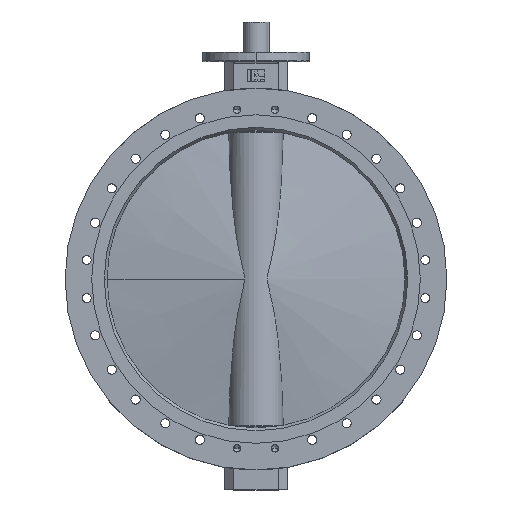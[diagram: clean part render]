
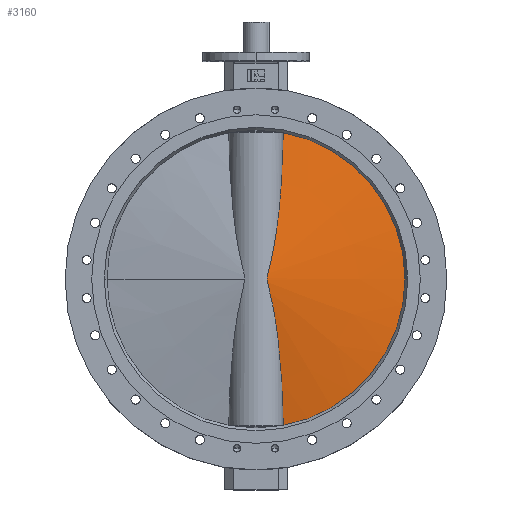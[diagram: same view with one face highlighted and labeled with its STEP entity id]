
A CAD part, top view. The second image highlights one B-rep face of the part: STEP entity #3160.
In plain terms, the highlighted conical face has half-angle 80.702 degrees and reference radius 6107.99 mm.
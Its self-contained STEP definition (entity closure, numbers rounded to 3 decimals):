
#184 = B_SPLINE_CURVE_WITH_KNOTS ( 'NONE', 3,
 ( #6302, #6303, #6307, #6308, #6309, #6310, #6311, #6312, #6313, #6314, #6315, #6316, #6317, #6318, #6319, #6320, #6321, #6322, #6323, #6324, #6325, #6326, #6327, #6328, #6329, #6330, #6331, #6332, #6333, #6334, #6335, #6336, #6337, #6338, #6339, #6340, #6341, #6342, #6343, #6344, #6345, #6346, #6347, #6348, #6349, #6350, #6351, #6352, #6353, #6354, #6355, #6356, #6357, #6358, #6359, #6360, #6361, #6362, #6363, #6364, #6365, #6366, #6367, #6368, #6369, #6370, #6371, #6372, #6373, #6374, #6375, #6376 ),
 .UNSPECIFIED., .F., .F.,
 ( 4, 2, 2, 2, 2, 2, 2, 2, 2, 2, 2, 2, 2, 2, 2, 2, 2, 2, 2, 2, 2, 2, 2, 2, 2, 2, 2, 2, 2, 2, 2, 2, 2, 2, 2, 4 ),
 ( -0.443, -0.381, -0.319, -0.288, -0.257, -0.196, -0.134, -0.103, -0.072, -0.041, -0.025, -0.01, 0.006, 0.013, 0.021, 0.029, 0.037, 0.044, 0.048, 0.052, 0.067, 0.075, 0.083, 0.091, 0.098, 0.114, 0.145, 0.176, 0.207, 0.238, 0.269, 0.3, 0.362, 0.423, 0.485, 0.547 ),
 .UNSPECIFIED. ) ;
#879 = EDGE_LOOP ( 'NONE', ( #1639, #1640, #1641 ) ) ;
#1325 = VERTEX_POINT ( 'NONE', #10786 ) ;
#1326 = VERTEX_POINT ( 'NONE', #10787 ) ;
#1354 = VERTEX_POINT ( 'NONE', #10815 ) ;
#1639 = ORIENTED_EDGE ( 'NONE', *, *, #4512, .F. ) ;
#1640 = ORIENTED_EDGE ( 'NONE', *, *, #4477, .T. ) ;
#1641 = ORIENTED_EDGE ( 'NONE', *, *, #4513, .T. ) ;
#1710 = FACE_OUTER_BOUND ( 'NONE', #879, .T. ) ;
#1716 = CONICAL_SURFACE ( 'NONE', #10497, 6107.985, 1.409 ) ;
#2869 = AXIS2_PLACEMENT_3D ( 'NONE', #6041, #6042, #6043 ) ;
#2889 = AXIS2_PLACEMENT_3D ( 'NONE', #6377, #6378, #6379 ) ;
#3160 = ADVANCED_FACE ( 'NONE', ( #1710 ), #1716, .T. ) ;
#3666 = CIRCLE ( 'NONE', #2869, 490.039 ) ;
#3697 = CIRCLE ( 'NONE', #2889, 490.039 ) ;
#4477 = EDGE_CURVE ( 'NONE', #1325, #1326, #3666, .T. ) ;
#4512 = EDGE_CURVE ( 'NONE', #1325, #1354, #184, .T. ) ;
#4513 = EDGE_CURVE ( 'NONE', #1326, #1354, #3697, .T. ) ;
#6041 = CARTESIAN_POINT ( 'NONE',  ( 7.771, 0., 0. ) ) ;
#6042 = DIRECTION ( 'NONE',  ( 1., 0., 0. ) ) ;
#6043 = DIRECTION ( 'NONE',  ( 0., 0., -1. ) ) ;
#6302 = CARTESIAN_POINT ( 'NONE',  ( 7.771, -481.766, -89.664 ) ) ;
#6303 = CARTESIAN_POINT ( 'NONE',  ( 11.05, -461.447, -89.38 ) ) ;
#6307 = CARTESIAN_POINT ( 'NONE',  ( 14.328, -441.132, -88.915 ) ) ;
#6308 = CARTESIAN_POINT ( 'NONE',  ( 20.88, -400.511, -87.608 ) ) ;
#6309 = CARTESIAN_POINT ( 'NONE',  ( 24.155, -380.206, -86.766 ) ) ;
#6310 = CARTESIAN_POINT ( 'NONE',  ( 29.065, -349.755, -85.195 ) ) ;
#6311 = CARTESIAN_POINT ( 'NONE',  ( 30.7, -339.607, -84.62 ) ) ;
#6312 = CARTESIAN_POINT ( 'NONE',  ( 33.968, -319.328, -83.362 ) ) ;
#6313 = CARTESIAN_POINT ( 'NONE',  ( 35.601, -309.196, -82.679 ) ) ;
#6314 = CARTESIAN_POINT ( 'NONE',  ( 40.494, -278.819, -80.456 ) ) ;
#6315 = CARTESIAN_POINT ( 'NONE',  ( 43.749, -258.596, -78.743 ) ) ;
#6316 = CARTESIAN_POINT ( 'NONE',  ( 50.241, -218.217, -74.768 ) ) ;
#6317 = CARTESIAN_POINT ( 'NONE',  ( 53.478, -198.061, -72.507 ) ) ;
#6318 = CARTESIAN_POINT ( 'NONE',  ( 58.311, -167.89, -68.587 ) ) ;
#6319 = CARTESIAN_POINT ( 'NONE',  ( 59.917, -157.844, -67.192 ) ) ;
#6320 = CARTESIAN_POINT ( 'NONE',  ( 63.119, -137.775, -64.193 ) ) ;
#6321 = CARTESIAN_POINT ( 'NONE',  ( 64.714, -127.754, -62.59 ) ) ;
#6322 = CARTESIAN_POINT ( 'NONE',  ( 67.885, -107.738, -59.137 ) ) ;
#6323 = CARTESIAN_POINT ( 'NONE',  ( 69.461, -97.745, -57.285 ) ) ;
#6324 = CARTESIAN_POINT ( 'NONE',  ( 71.796, -82.779, -54.286 ) ) ;
#6325 = CARTESIAN_POINT ( 'NONE',  ( 72.569, -77.794, -53.249 ) ) ;
#6326 = CARTESIAN_POINT ( 'NONE',  ( 74.1, -67.832, -51.097 ) ) ;
#6327 = CARTESIAN_POINT ( 'NONE',  ( 74.858, -62.854, -49.982 ) ) ;
#6328 = CARTESIAN_POINT ( 'NONE',  ( 76.346, -52.905, -47.677 ) ) ;
#6329 = CARTESIAN_POINT ( 'NONE',  ( 77.078, -47.932, -46.487 ) ) ;
#6330 = CARTESIAN_POINT ( 'NONE',  ( 78.133, -40.474, -44.673 ) ) ;
#6331 = CARTESIAN_POINT ( 'NONE',  ( 78.478, -37.988, -44.064 ) ) ;
#6332 = CARTESIAN_POINT ( 'NONE',  ( 79.148, -33.013, -42.85 ) ) ;
#6333 = CARTESIAN_POINT ( 'NONE',  ( 79.472, -30.524, -42.245 ) ) ;
#6334 = CARTESIAN_POINT ( 'NONE',  ( 80.088, -25.537, -41.065 ) ) ;
#6335 = CARTESIAN_POINT ( 'NONE',  ( 80.38, -23.039, -40.49 ) ) ;
#6336 = CARTESIAN_POINT ( 'NONE',  ( 80.912, -18.021, -39.416 ) ) ;
#6337 = CARTESIAN_POINT ( 'NONE',  ( 81.152, -15.501, -38.918 ) ) ;
#6338 = CARTESIAN_POINT ( 'NONE',  ( 81.546, -10.421, -38.084 ) ) ;
#6339 = CARTESIAN_POINT ( 'NONE',  ( 81.701, -7.859, -37.749 ) ) ;
#6340 = CARTESIAN_POINT ( 'NONE',  ( 81.838, -3.965, -37.451 ) ) ;
#6341 = CARTESIAN_POINT ( 'NONE',  ( 81.867, -2.653, -37.386 ) ) ;
#6342 = CARTESIAN_POINT ( 'NONE',  ( 81.891, -0.051, -37.334 ) ) ;
#6343 = CARTESIAN_POINT ( 'NONE',  ( 81.886, 1.241, -37.345 ) ) ;
#6344 = CARTESIAN_POINT ( 'NONE',  ( 81.776, 7.666, -37.587 ) ) ;
#6345 = CARTESIAN_POINT ( 'NONE',  ( 81.419, 12.68, -38.369 ) ) ;
#6346 = CARTESIAN_POINT ( 'NONE',  ( 80.698, 20.133, -39.851 ) ) ;
#6347 = CARTESIAN_POINT ( 'NONE',  ( 80.427, 22.605, -40.397 ) ) ;
#6348 = CARTESIAN_POINT ( 'NONE',  ( 79.847, 27.539, -41.532 ) ) ;
#6349 = CARTESIAN_POINT ( 'NONE',  ( 79.538, 30., -42.122 ) ) ;
#6350 = CARTESIAN_POINT ( 'NONE',  ( 78.895, 34.919, -43.313 ) ) ;
#6351 = CARTESIAN_POINT ( 'NONE',  ( 78.562, 37.376, -43.915 ) ) ;
#6352 = CARTESIAN_POINT ( 'NONE',  ( 77.879, 42.289, -45.115 ) ) ;
#6353 = CARTESIAN_POINT ( 'NONE',  ( 77.529, 44.746, -45.713 ) ) ;
#6354 = CARTESIAN_POINT ( 'NONE',  ( 76.465, 52.115, -47.488 ) ) ;
#6355 = CARTESIAN_POINT ( 'NONE',  ( 75.733, 57.029, -48.644 ) ) ;
#6356 = CARTESIAN_POINT ( 'NONE',  ( 73.506, 71.784, -52.001 ) ) ;
#6357 = CARTESIAN_POINT ( 'NONE',  ( 71.977, 81.639, -54.088 ) ) ;
#6358 = CARTESIAN_POINT ( 'NONE',  ( 68.887, 101.39, -57.972 ) ) ;
#6359 = CARTESIAN_POINT ( 'NONE',  ( 67.324, 111.286, -59.772 ) ) ;
#6360 = CARTESIAN_POINT ( 'NONE',  ( 64.18, 131.113, -63.137 ) ) ;
#6361 = CARTESIAN_POINT ( 'NONE',  ( 62.598, 141.044, -64.7 ) ) ;
#6362 = CARTESIAN_POINT ( 'NONE',  ( 59.423, 160.937, -67.628 ) ) ;
#6363 = CARTESIAN_POINT ( 'NONE',  ( 57.829, 170.899, -68.993 ) ) ;
#6364 = CARTESIAN_POINT ( 'NONE',  ( 54.633, 190.849, -71.55 ) ) ;
#6365 = CARTESIAN_POINT ( 'NONE',  ( 53.03, 200.838, -72.743 ) ) ;
#6366 = CARTESIAN_POINT ( 'NONE',  ( 49.819, 220.838, -74.979 ) ) ;
#6367 = CARTESIAN_POINT ( 'NONE',  ( 48.21, 230.853, -76.022 ) ) ;
#6368 = CARTESIAN_POINT ( 'NONE',  ( 43.377, 260.906, -78.947 ) ) ;
#6369 = CARTESIAN_POINT ( 'NONE',  ( 40.15, 280.953, -80.626 ) ) ;
#6370 = CARTESIAN_POINT ( 'NONE',  ( 33.689, 321.067, -83.532 ) ) ;
#6371 = CARTESIAN_POINT ( 'NONE',  ( 30.455, 341.134, -84.759 ) ) ;
#6372 = CARTESIAN_POINT ( 'NONE',  ( 23.981, 381.285, -86.813 ) ) ;
#6373 = CARTESIAN_POINT ( 'NONE',  ( 20.742, 401.37, -87.64 ) ) ;
#6374 = CARTESIAN_POINT ( 'NONE',  ( 14.259, 441.556, -88.925 ) ) ;
#6375 = CARTESIAN_POINT ( 'NONE',  ( 11.016, 461.657, -89.383 ) ) ;
#6376 = CARTESIAN_POINT ( 'NONE',  ( 7.771, 481.766, -89.664 ) ) ;
#6377 = CARTESIAN_POINT ( 'NONE',  ( 7.771, 0., 0. ) ) ;
#6378 = DIRECTION ( 'NONE',  ( 1., 0., 0. ) ) ;
#6379 = DIRECTION ( 'NONE',  ( 0., 0., -1. ) ) ;
#10497 = AXIS2_PLACEMENT_3D ( 'NONE', #10870, #10871, #10869 ) ;
#10786 = CARTESIAN_POINT ( 'NONE',  ( 7.771, -481.766, -89.664 ) ) ;
#10787 = CARTESIAN_POINT ( 'NONE',  ( 7.771, 0., -490.039 ) ) ;
#10815 = CARTESIAN_POINT ( 'NONE',  ( 7.771, 481.766, -89.664 ) ) ;
#10869 = DIRECTION ( 'NONE',  ( 0., 0., 1. ) ) ;
#10870 = CARTESIAN_POINT ( 'NONE',  ( -912., 0., 0. ) ) ;
#10871 = DIRECTION ( 'NONE',  ( -1., 0., 0. ) ) ;
